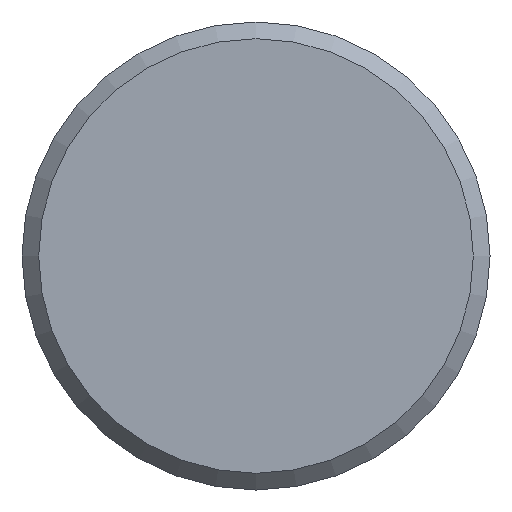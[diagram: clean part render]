
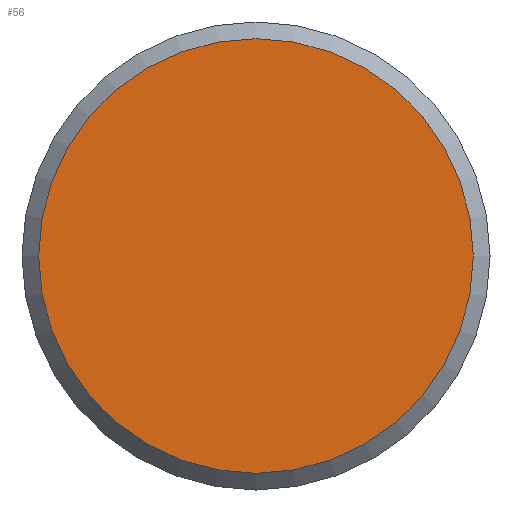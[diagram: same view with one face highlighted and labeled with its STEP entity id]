
A CAD part, front view. The second image highlights one B-rep face of the part: STEP entity #56.
In plain terms, the highlighted planar face has unit normal (0, -1, 0).
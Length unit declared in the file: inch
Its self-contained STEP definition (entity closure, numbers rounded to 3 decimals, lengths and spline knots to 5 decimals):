
#12 = DIRECTION ( 'NONE',  ( 0., 0., 1. ) ) ;
#13 = AXIS2_PLACEMENT_3D ( 'NONE', #126, #49, #42 ) ;
#32 = VERTEX_POINT ( 'NONE', #127 ) ;
#36 = AXIS2_PLACEMENT_3D ( 'NONE', #38, #87, #12 ) ;
#38 = CARTESIAN_POINT ( 'NONE',  ( 0., -9.84252, 0. ) ) ;
#42 = DIRECTION ( 'NONE',  ( 0., 0., 1. ) ) ;
#47 = PLANE ( 'NONE',  #36 ) ;
#49 = DIRECTION ( 'NONE',  ( 0., -1., 0. ) ) ;
#56 = ADVANCED_FACE ( 'NONE', ( #123 ), #47, .F. ) ;
#57 = EDGE_LOOP ( 'NONE', ( #96 ) ) ;
#64 = CIRCLE ( 'NONE', #13, 0.25591 ) ;
#87 = DIRECTION ( 'NONE',  ( 0., 1., 0. ) ) ;
#96 = ORIENTED_EDGE ( 'NONE', *, *, #129, .T. ) ;
#123 = FACE_OUTER_BOUND ( 'NONE', #57, .T. ) ;
#126 = CARTESIAN_POINT ( 'NONE',  ( 0., -9.84252, 0. ) ) ;
#127 = CARTESIAN_POINT ( 'NONE',  ( 0., -9.84252, 0.25591 ) ) ;
#129 = EDGE_CURVE ( 'NONE', #32, #32, #64, .T. ) ;
